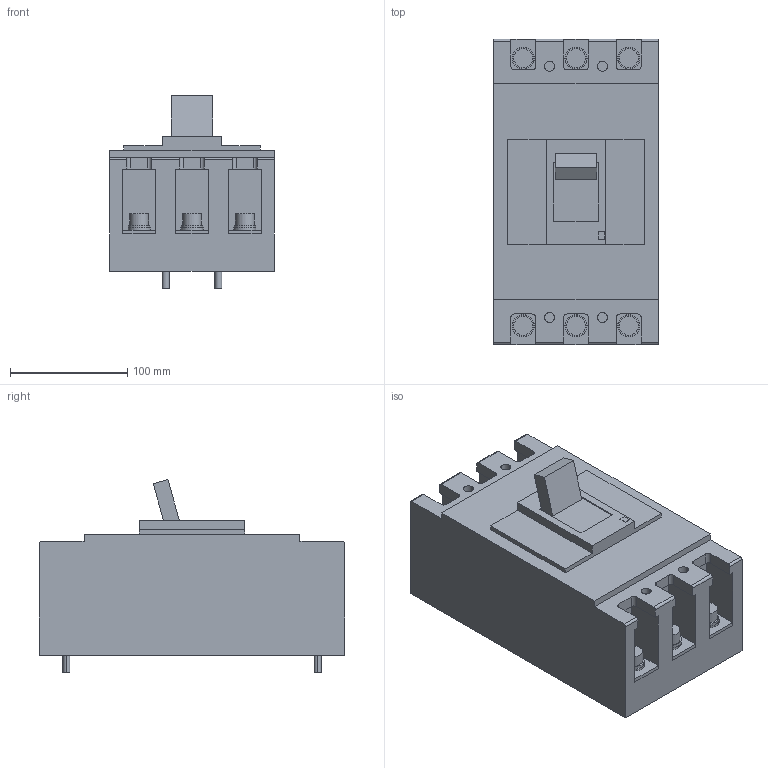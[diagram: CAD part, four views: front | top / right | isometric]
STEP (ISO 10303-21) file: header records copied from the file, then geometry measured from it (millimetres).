
FILE_DESCRIPTION (( 'STEP AP214' ), '1' );
FILE_NAME ('PS400NF3F.STEP', '2023-01-20T10:58:17', ( 'CAD' ), ( '' ), 'SwSTEP 2.0', 'SolidWorks 2015', '' );
FILE_SCHEMA (( 'AUTOMOTIVE_DESIGN' ));
Length unit declared in the file: millimetre
Products named in the file (1): PS400NF3F
Bounding box: 140 x 260 x 164.3 mm (x, y, z)
Volume: 3486393.2 mm3; surface area: 231767.4 mm2
Topology: 17 solids, 17 shells, 294 faces, 672 edges, 448 vertices
Faces by surface type: plane 170, cylinder 124
Entity records: 9772 total; most frequent: DIRECTION 1510, CARTESIAN_POINT 1415, ORIENTED_EDGE 1344, EDGE_CURVE 672, AXIS2_PLACEMENT_3D 543, VERTEX_POINT 448, VECTOR 424, LINE 424
